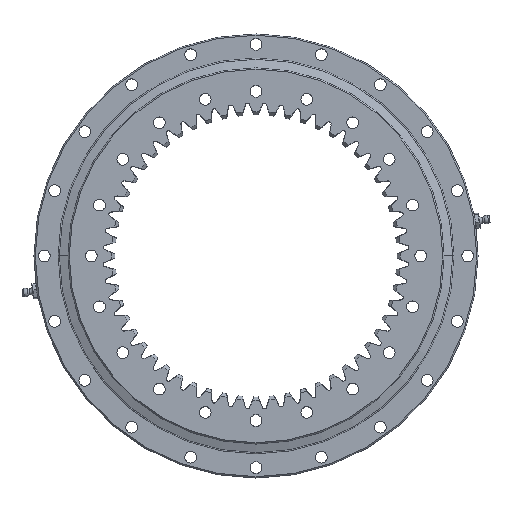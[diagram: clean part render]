
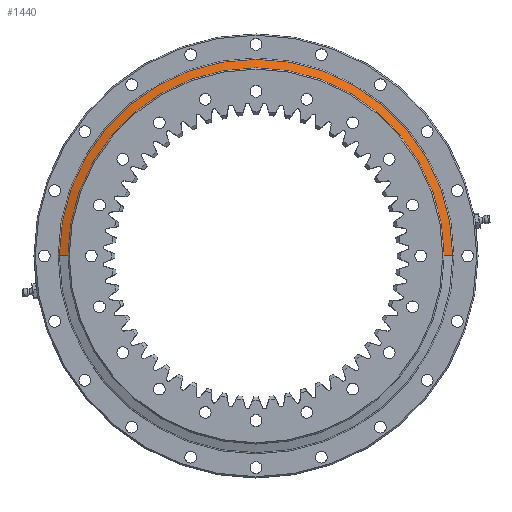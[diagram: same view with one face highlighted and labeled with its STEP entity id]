
A CAD part, top view. The second image highlights one B-rep face of the part: STEP entity #1440.
In plain terms, the highlighted conical face has half-angle 69.864 degrees and reference radius 144 mm.
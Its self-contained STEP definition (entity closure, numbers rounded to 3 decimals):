
#1440 = ADVANCED_FACE ( 'NONE', ( #1927 ), #23464, .T. ) ;
#1684 = ORIENTED_EDGE ( 'NONE', *, *, #18488, .F. ) ;
#1927 = FACE_OUTER_BOUND ( 'NONE', #10786, .T. ) ;
#2807 = CARTESIAN_POINT ( 'NONE',  ( 140.5, -1.427, -150.619 ) ) ;
#3993 = CARTESIAN_POINT ( 'NONE',  ( 140.5, 1., 144. ) ) ;
#4244 = DIRECTION ( 'NONE',  ( 0., -0.344, 0.939 ) ) ;
#5551 = CARTESIAN_POINT ( 'NONE',  ( 140.5, 1., -144. ) ) ;
#5775 = DIRECTION ( 'NONE',  ( 0., -1., 0. ) ) ;
#6945 = AXIS2_PLACEMENT_3D ( 'NONE', #22848, #5775, #12551 ) ;
#6953 = DIRECTION ( 'NONE',  ( 0., -1., 0. ) ) ;
#8033 = CARTESIAN_POINT ( 'NONE',  ( 140.5, 1., 144. ) ) ;
#8306 = LINE ( 'NONE', #8033, #20499 ) ;
#9167 = CARTESIAN_POINT ( 'NONE',  ( 140.5, 1., -144. ) ) ;
#9770 = ORIENTED_EDGE ( 'NONE', *, *, #26822, .T. ) ;
#10786 = EDGE_LOOP ( 'NONE', ( #9770, #13178, #1684, #24269 ) ) ;
#11759 = CARTESIAN_POINT ( 'NONE',  ( 140.5, -1.427, 150.619 ) ) ;
#12481 = AXIS2_PLACEMENT_3D ( 'NONE', #24285, #26327, #21859 ) ;
#12551 = DIRECTION ( 'NONE',  ( 0., 0., -1. ) ) ;
#13178 = ORIENTED_EDGE ( 'NONE', *, *, #24842, .T. ) ;
#13206 = VERTEX_POINT ( 'NONE', #9167 ) ;
#13422 = CIRCLE ( 'NONE', #23410, 150.619 ) ;
#16007 = DIRECTION ( 'NONE',  ( 0., 0., -1. ) ) ;
#16380 = EDGE_CURVE ( 'NONE', #13206, #18965, #23914, .T. ) ;
#18488 = EDGE_CURVE ( 'NONE', #18965, #28484, #13422, .T. ) ;
#18698 = VERTEX_POINT ( 'NONE', #3993 ) ;
#18965 = VERTEX_POINT ( 'NONE', #2807 ) ;
#19022 = CIRCLE ( 'NONE', #6945, 144. ) ;
#19365 = VECTOR ( 'NONE', #23515, 1000. ) ;
#20499 = VECTOR ( 'NONE', #4244, 1000. ) ;
#20548 = CARTESIAN_POINT ( 'NONE',  ( 140.5, -1.427, 0. ) ) ;
#21859 = DIRECTION ( 'NONE',  ( 0., 0., -1. ) ) ;
#22848 = CARTESIAN_POINT ( 'NONE',  ( 140.5, 1., 0. ) ) ;
#23410 = AXIS2_PLACEMENT_3D ( 'NONE', #20548, #6953, #16007 ) ;
#23464 = CONICAL_SURFACE ( 'NONE', #12481, 144., 1.219 ) ;
#23515 = DIRECTION ( 'NONE',  ( 0., -0.344, -0.939 ) ) ;
#23914 = LINE ( 'NONE', #5551, #19365 ) ;
#24269 = ORIENTED_EDGE ( 'NONE', *, *, #16380, .F. ) ;
#24285 = CARTESIAN_POINT ( 'NONE',  ( 140.5, 1., 0. ) ) ;
#24842 = EDGE_CURVE ( 'NONE', #18698, #28484, #8306, .T. ) ;
#26327 = DIRECTION ( 'NONE',  ( 0., -1., 0. ) ) ;
#26822 = EDGE_CURVE ( 'NONE', #13206, #18698, #19022, .T. ) ;
#28484 = VERTEX_POINT ( 'NONE', #11759 ) ;
